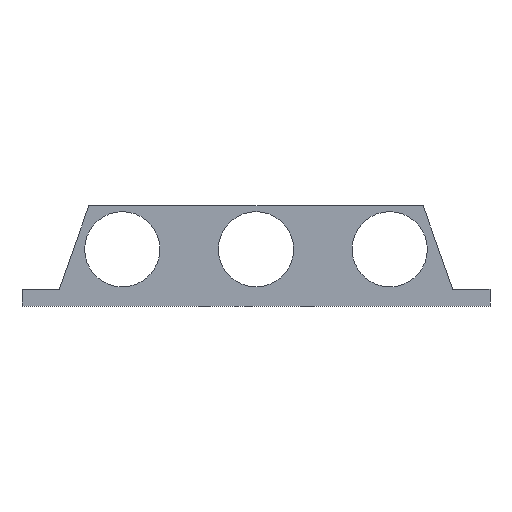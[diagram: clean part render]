
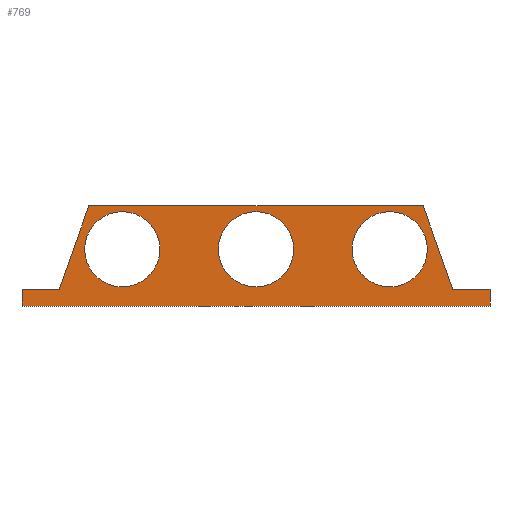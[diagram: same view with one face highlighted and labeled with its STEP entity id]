
A CAD part, front view. The second image highlights one B-rep face of the part: STEP entity #769.
In plain terms, the highlighted planar face has unit normal (0, -1, 0).
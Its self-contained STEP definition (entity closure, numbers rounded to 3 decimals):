
#10 = EDGE_CURVE ( 'NONE', #506, #544, #1105, .T. ) ;
#62 = EDGE_CURVE ( 'NONE', #464, #426, #302, .T. ) ;
#64 = ORIENTED_EDGE ( 'NONE', *, *, #220, .T. ) ;
#74 = LINE ( 'NONE', #358, #749 ) ;
#84 = CIRCLE ( 'NONE', #428, 11.25 ) ;
#101 = EDGE_CURVE ( 'NONE', #1028, #499, #1145, .T. ) ;
#109 = CARTESIAN_POINT ( 'NONE',  ( 58.87, -40., 2.5 ) ) ;
#116 = EDGE_CURVE ( 'NONE', #649, #157, #686, .T. ) ;
#126 = VECTOR ( 'NONE', #976, 1000. ) ;
#146 = VECTOR ( 'NONE', #843, 1000. ) ;
#157 = VERTEX_POINT ( 'NONE', #594 ) ;
#164 = VECTOR ( 'NONE', #634, 1000. ) ;
#170 = ORIENTED_EDGE ( 'NONE', *, *, #1003, .F. ) ;
#184 = CARTESIAN_POINT ( 'NONE',  ( 50., -40., 27.5 ) ) ;
#197 = ORIENTED_EDGE ( 'NONE', *, *, #204, .T. ) ;
#204 = EDGE_CURVE ( 'NONE', #499, #1028, #1106, .T. ) ;
#207 = CARTESIAN_POINT ( 'NONE',  ( 58.87, -40., 2.5 ) ) ;
#210 = CARTESIAN_POINT ( 'NONE',  ( 0., -40., 3.25 ) ) ;
#217 = ORIENTED_EDGE ( 'NONE', *, *, #62, .F. ) ;
#220 = EDGE_CURVE ( 'NONE', #979, #553, #850, .T. ) ;
#226 = DIRECTION ( 'NONE',  ( 0., 0., 1. ) ) ;
#227 = EDGE_CURVE ( 'NONE', #553, #979, #84, .T. ) ;
#231 = AXIS2_PLACEMENT_3D ( 'NONE', #763, #291, #953 ) ;
#252 = DIRECTION ( 'NONE',  ( 0., 1., 0. ) ) ;
#260 = CARTESIAN_POINT ( 'NONE',  ( -70., -40., -2.5 ) ) ;
#278 = VERTEX_POINT ( 'NONE', #531 ) ;
#291 = DIRECTION ( 'NONE',  ( 0., 1., 0. ) ) ;
#302 = LINE ( 'NONE', #207, #882 ) ;
#305 = EDGE_CURVE ( 'NONE', #580, #329, #1217, .T. ) ;
#321 = VERTEX_POINT ( 'NONE', #839 ) ;
#325 = DIRECTION ( 'NONE',  ( 0.334, 0., 0.942 ) ) ;
#329 = VERTEX_POINT ( 'NONE', #721 ) ;
#340 = DIRECTION ( 'NONE',  ( 0., -1., 0. ) ) ;
#344 = ORIENTED_EDGE ( 'NONE', *, *, #227, .T. ) ;
#358 = CARTESIAN_POINT ( 'NONE',  ( 70., -40., 2.5 ) ) ;
#365 = EDGE_CURVE ( 'NONE', #278, #580, #74, .T. ) ;
#411 = EDGE_CURVE ( 'NONE', #321, #649, #674, .T. ) ;
#414 = CARTESIAN_POINT ( 'NONE',  ( -58.87, -40., 2.5 ) ) ;
#415 = DIRECTION ( 'NONE',  ( 0., 1., 0. ) ) ;
#426 = VERTEX_POINT ( 'NONE', #109 ) ;
#428 = AXIS2_PLACEMENT_3D ( 'NONE', #1172, #523, #497 ) ;
#443 = CARTESIAN_POINT ( 'NONE',  ( 0., -40., 0. ) ) ;
#458 = ORIENTED_EDGE ( 'NONE', *, *, #411, .F. ) ;
#464 = VERTEX_POINT ( 'NONE', #184 ) ;
#478 = CARTESIAN_POINT ( 'NONE',  ( -40., -40., 3.25 ) ) ;
#497 = DIRECTION ( 'NONE',  ( 0., 0., 1. ) ) ;
#499 = VERTEX_POINT ( 'NONE', #583 ) ;
#506 = VERTEX_POINT ( 'NONE', #679 ) ;
#523 = DIRECTION ( 'NONE',  ( 0., 1., 0. ) ) ;
#524 = ORIENTED_EDGE ( 'NONE', *, *, #10, .T. ) ;
#530 = VECTOR ( 'NONE', #960, 1000. ) ;
#531 = CARTESIAN_POINT ( 'NONE',  ( 70., -40., 2.5 ) ) ;
#544 = VERTEX_POINT ( 'NONE', #572 ) ;
#546 = VECTOR ( 'NONE', #325, 1000. ) ;
#553 = VERTEX_POINT ( 'NONE', #775 ) ;
#558 = FACE_BOUND ( 'NONE', #810, .T. ) ;
#564 = FACE_BOUND ( 'NONE', #1111, .T. ) ;
#572 = CARTESIAN_POINT ( 'NONE',  ( 40., -40., 25.75 ) ) ;
#580 = VERTEX_POINT ( 'NONE', #996 ) ;
#583 = CARTESIAN_POINT ( 'NONE',  ( -40., -40., 25.75 ) ) ;
#594 = CARTESIAN_POINT ( 'NONE',  ( -50., -40., 27.5 ) ) ;
#597 = CARTESIAN_POINT ( 'NONE',  ( 58.87, -40., 2.5 ) ) ;
#625 = AXIS2_PLACEMENT_3D ( 'NONE', #1064, #973, #884 ) ;
#627 = DIRECTION ( 'NONE',  ( 0., 0., 1. ) ) ;
#634 = DIRECTION ( 'NONE',  ( -1., 0., 0. ) ) ;
#644 = AXIS2_PLACEMENT_3D ( 'NONE', #1155, #853, #1232 ) ;
#649 = VERTEX_POINT ( 'NONE', #414 ) ;
#660 = EDGE_CURVE ( 'NONE', #157, #464, #1163, .T. ) ;
#664 = PLANE ( 'NONE',  #671 ) ;
#671 = AXIS2_PLACEMENT_3D ( 'NONE', #443, #340, #1235 ) ;
#674 = LINE ( 'NONE', #1038, #146 ) ;
#679 = CARTESIAN_POINT ( 'NONE',  ( 40., -40., 3.25 ) ) ;
#686 = LINE ( 'NONE', #902, #546 ) ;
#693 = CARTESIAN_POINT ( 'NONE',  ( 50., -40., 27.5 ) ) ;
#698 = ORIENTED_EDGE ( 'NONE', *, *, #365, .F. ) ;
#721 = CARTESIAN_POINT ( 'NONE',  ( -70., -40., -2.5 ) ) ;
#724 = CARTESIAN_POINT ( 'NONE',  ( 40., -40., 14.5 ) ) ;
#749 = VECTOR ( 'NONE', #1197, 1000. ) ;
#763 = CARTESIAN_POINT ( 'NONE',  ( -40., -40., 14.5 ) ) ;
#769 = ADVANCED_FACE ( 'NONE', ( #558, #856, #564, #848 ), #664, .T. ) ;
#775 = CARTESIAN_POINT ( 'NONE',  ( 0., -40., 25.75 ) ) ;
#797 = EDGE_LOOP ( 'NONE', ( #698, #170, #217, #907, #918, #458, #831, #1050 ) ) ;
#810 = EDGE_LOOP ( 'NONE', ( #524, #855 ) ) ;
#831 = ORIENTED_EDGE ( 'NONE', *, *, #914, .F. ) ;
#839 = CARTESIAN_POINT ( 'NONE',  ( -70., -40., 2.5 ) ) ;
#843 = DIRECTION ( 'NONE',  ( 1., 0., 0. ) ) ;
#846 = EDGE_CURVE ( 'NONE', #544, #506, #1066, .T. ) ;
#848 = FACE_BOUND ( 'NONE', #1123, .T. ) ;
#850 = CIRCLE ( 'NONE', #965, 11.25 ) ;
#853 = DIRECTION ( 'NONE',  ( 0., 1., 0. ) ) ;
#855 = ORIENTED_EDGE ( 'NONE', *, *, #846, .T. ) ;
#856 = FACE_OUTER_BOUND ( 'NONE', #797, .T. ) ;
#861 = LINE ( 'NONE', #1241, #530 ) ;
#882 = VECTOR ( 'NONE', #1142, 1000. ) ;
#884 = DIRECTION ( 'NONE',  ( 0., 0., -1. ) ) ;
#902 = CARTESIAN_POINT ( 'NONE',  ( -58.87, -40., 2.5 ) ) ;
#907 = ORIENTED_EDGE ( 'NONE', *, *, #660, .F. ) ;
#914 = EDGE_CURVE ( 'NONE', #329, #321, #861, .T. ) ;
#918 = ORIENTED_EDGE ( 'NONE', *, *, #116, .F. ) ;
#953 = DIRECTION ( 'NONE',  ( 0., 0., -1. ) ) ;
#960 = DIRECTION ( 'NONE',  ( 0., 0., 1. ) ) ;
#965 = AXIS2_PLACEMENT_3D ( 'NONE', #1092, #415, #226 ) ;
#973 = DIRECTION ( 'NONE',  ( 0., 1., 0. ) ) ;
#976 = DIRECTION ( 'NONE',  ( 1., 0., 0. ) ) ;
#979 = VERTEX_POINT ( 'NONE', #210 ) ;
#996 = CARTESIAN_POINT ( 'NONE',  ( 70., -40., -2.5 ) ) ;
#1003 = EDGE_CURVE ( 'NONE', #426, #278, #1055, .T. ) ;
#1007 = VECTOR ( 'NONE', #1071, 1000. ) ;
#1028 = VERTEX_POINT ( 'NONE', #478 ) ;
#1038 = CARTESIAN_POINT ( 'NONE',  ( -70., -40., 2.5 ) ) ;
#1045 = AXIS2_PLACEMENT_3D ( 'NONE', #724, #252, #627 ) ;
#1050 = ORIENTED_EDGE ( 'NONE', *, *, #305, .F. ) ;
#1055 = LINE ( 'NONE', #597, #126 ) ;
#1064 = CARTESIAN_POINT ( 'NONE',  ( -40., -40., 14.5 ) ) ;
#1066 = CIRCLE ( 'NONE', #1045, 11.25 ) ;
#1071 = DIRECTION ( 'NONE',  ( 1., 0., 0. ) ) ;
#1092 = CARTESIAN_POINT ( 'NONE',  ( 0., -40., 14.5 ) ) ;
#1105 = CIRCLE ( 'NONE', #644, 11.25 ) ;
#1106 = CIRCLE ( 'NONE', #625, 11.25 ) ;
#1111 = EDGE_LOOP ( 'NONE', ( #64, #344 ) ) ;
#1123 = EDGE_LOOP ( 'NONE', ( #1195, #197 ) ) ;
#1142 = DIRECTION ( 'NONE',  ( 0.334, 0., -0.942 ) ) ;
#1145 = CIRCLE ( 'NONE', #231, 11.25 ) ;
#1155 = CARTESIAN_POINT ( 'NONE',  ( 40., -40., 14.5 ) ) ;
#1163 = LINE ( 'NONE', #693, #1007 ) ;
#1172 = CARTESIAN_POINT ( 'NONE',  ( 0., -40., 14.5 ) ) ;
#1195 = ORIENTED_EDGE ( 'NONE', *, *, #101, .T. ) ;
#1197 = DIRECTION ( 'NONE',  ( 0., 0., -1. ) ) ;
#1217 = LINE ( 'NONE', #260, #164 ) ;
#1232 = DIRECTION ( 'NONE',  ( 0., 0., 1. ) ) ;
#1235 = DIRECTION ( 'NONE',  ( 0., 0., -1. ) ) ;
#1241 = CARTESIAN_POINT ( 'NONE',  ( -70., -40., 2.5 ) ) ;
